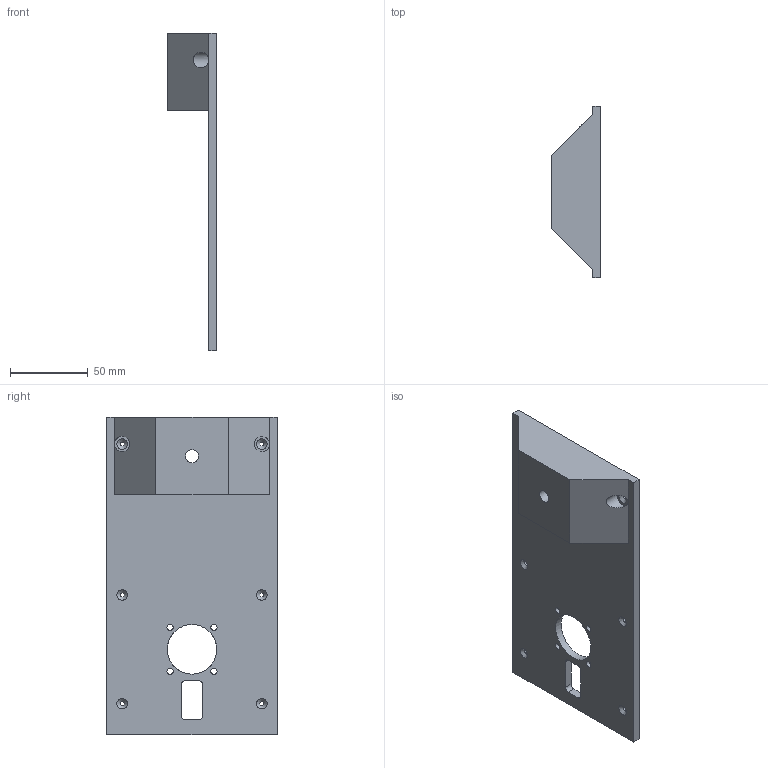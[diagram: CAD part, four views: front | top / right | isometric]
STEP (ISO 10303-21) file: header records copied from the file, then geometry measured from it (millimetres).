
FILE_DESCRIPTION(/* description */ ('STEP AP214'),/* implementation_level */ '2;1');
FILE_NAME(/* name */ '666bc4a208ed432b36b9a894',/* time_stamp */ '2024-06-14T04:18:43Z',/* author */ (''),/* organization */ (''),/* preprocessor_version */ 'ST-DEVELOPER v20',/* originating_system */ ' ',/* authorisation */ ' ');
FILE_SCHEMA (('AUTOMOTIVE_DESIGN {1 0 10303 214 3 1 1}'));
Length unit declared in the file: metre
Products named in the file (1): Reaction02 v19
Bounding box: 31.5 x 110 x 204.5 mm (x, y, z)
Volume: 200804.3 mm3; surface area: 52923.4 mm2
Topology: 1 solids, 1 shells, 44 faces, 128 edges, 80 vertices
Faces by surface type: cylinder 18, plane 16, cone 10
Full cylindrical faces by diameter (mm): 2.8 x6, 4 x4, 8.3 x1, 10 x2, 32 x1
Entity records: 1343 total; most frequent: DIRECTION 230, CARTESIAN_POINT 228, ORIENTED_EDGE 190, EDGE_CURVE 95, AXIS2_PLACEMENT_3D 94, EDGE_LOOP 88, FACE_BOUND 88, VERTEX_POINT 71
